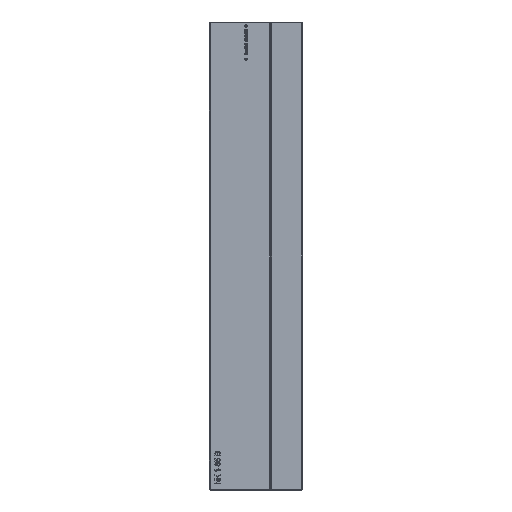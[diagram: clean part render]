
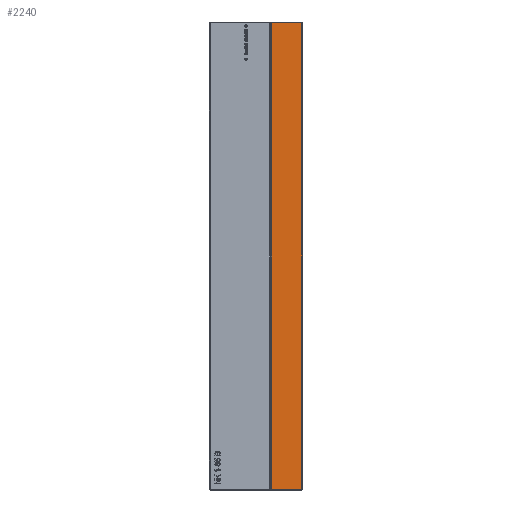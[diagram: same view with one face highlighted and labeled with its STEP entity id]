
A CAD part, left-side view. The second image highlights one B-rep face of the part: STEP entity #2240.
In plain terms, the highlighted planar face has unit normal (-1, 0, 0).
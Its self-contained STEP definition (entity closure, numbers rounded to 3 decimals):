
#298 = PLANE('',#299);
#299 = AXIS2_PLACEMENT_3D('',#300,#301,#302);
#300 = CARTESIAN_POINT('',(-14.925,5.705,0.));
#301 = DIRECTION('',(0.707,-0.707,0.));
#302 = DIRECTION('',(0.,0.,1.));
#600 = PLANE('',#601);
#601 = AXIS2_PLACEMENT_3D('',#602,#603,#604);
#602 = CARTESIAN_POINT('',(-14.925,0.,0.075));
#603 = DIRECTION('',(0.707,0.,0.707)
  );
#604 = DIRECTION('',(0.,-1.,0.));
#902 = PLANE('',#903);
#903 = AXIS2_PLACEMENT_3D('',#904,#905,#906);
#904 = CARTESIAN_POINT('',(-14.925,0.,84.925));
#905 = DIRECTION('',(-0.707,0.,0.707)
  );
#906 = DIRECTION('',(0.,-1.,0.));
#1190 = VERTEX_POINT('',#1191);
#1191 = CARTESIAN_POINT('',(-15.,5.63,84.85));
#1212 = EDGE_CURVE('',#1213,#1190,#1215,.T.);
#1213 = VERTEX_POINT('',#1214);
#1214 = CARTESIAN_POINT('',(-15.,5.63,0.15));
#1215 = SURFACE_CURVE('',#1216,(#1220,#1227),.PCURVE_S1.);
#1216 = LINE('',#1217,#1218);
#1217 = CARTESIAN_POINT('',(-15.,5.63,0.));
#1218 = VECTOR('',#1219,1.);
#1219 = DIRECTION('',(0.,0.,1.));
#1220 = PCURVE('',#298,#1221);
#1221 = DEFINITIONAL_REPRESENTATION('',(#1222),#1226);
#1222 = LINE('',#1223,#1224);
#1223 = CARTESIAN_POINT('',(0.,0.106));
#1224 = VECTOR('',#1225,1.);
#1225 = DIRECTION('',(1.,0.));
#1226 = ( GEOMETRIC_REPRESENTATION_CONTEXT(2) 
PARAMETRIC_REPRESENTATION_CONTEXT() REPRESENTATION_CONTEXT('2D SPACE',''
  ) );
#1227 = PCURVE('',#1228,#1233);
#1228 = PLANE('',#1229);
#1229 = AXIS2_PLACEMENT_3D('',#1230,#1231,#1232);
#1230 = CARTESIAN_POINT('',(-15.,0.,0.));
#1231 = DIRECTION('',(-1.,0.,0.));
#1232 = DIRECTION('',(0.,1.,0.));
#1233 = DEFINITIONAL_REPRESENTATION('',(#1234),#1238);
#1234 = LINE('',#1235,#1236);
#1235 = CARTESIAN_POINT('',(5.63,0.));
#1236 = VECTOR('',#1237,1.);
#1237 = DIRECTION('',(0.,-1.));
#1238 = ( GEOMETRIC_REPRESENTATION_CONTEXT(2) 
PARAMETRIC_REPRESENTATION_CONTEXT() REPRESENTATION_CONTEXT('2D SPACE',''
  ) );
#1537 = VERTEX_POINT('',#1538);
#1538 = CARTESIAN_POINT('',(-15.,0.15,0.15));
#1564 = EDGE_CURVE('',#1537,#1213,#1565,.T.);
#1565 = SURFACE_CURVE('',#1566,(#1570,#1577),.PCURVE_S1.);
#1566 = LINE('',#1567,#1568);
#1567 = CARTESIAN_POINT('',(-15.,0.,0.15));
#1568 = VECTOR('',#1569,1.);
#1569 = DIRECTION('',(0.,1.,0.));
#1570 = PCURVE('',#600,#1571);
#1571 = DEFINITIONAL_REPRESENTATION('',(#1572),#1576);
#1572 = LINE('',#1573,#1574);
#1573 = CARTESIAN_POINT('',(0.,-0.106));
#1574 = VECTOR('',#1575,1.);
#1575 = DIRECTION('',(-1.,0.));
#1576 = ( GEOMETRIC_REPRESENTATION_CONTEXT(2) 
PARAMETRIC_REPRESENTATION_CONTEXT() REPRESENTATION_CONTEXT('2D SPACE',''
  ) );
#1577 = PCURVE('',#1228,#1578);
#1578 = DEFINITIONAL_REPRESENTATION('',(#1579),#1583);
#1579 = LINE('',#1580,#1581);
#1580 = CARTESIAN_POINT('',(0.,-0.15));
#1581 = VECTOR('',#1582,1.);
#1582 = DIRECTION('',(1.,0.));
#1583 = ( GEOMETRIC_REPRESENTATION_CONTEXT(2) 
PARAMETRIC_REPRESENTATION_CONTEXT() REPRESENTATION_CONTEXT('2D SPACE',''
  ) );
#1990 = VERTEX_POINT('',#1991);
#1991 = CARTESIAN_POINT('',(-15.,0.15,84.85));
#2017 = EDGE_CURVE('',#1990,#1190,#2018,.T.);
#2018 = SURFACE_CURVE('',#2019,(#2023,#2030),.PCURVE_S1.);
#2019 = LINE('',#2020,#2021);
#2020 = CARTESIAN_POINT('',(-15.,0.,84.85));
#2021 = VECTOR('',#2022,1.);
#2022 = DIRECTION('',(0.,1.,0.));
#2023 = PCURVE('',#902,#2024);
#2024 = DEFINITIONAL_REPRESENTATION('',(#2025),#2029);
#2025 = LINE('',#2026,#2027);
#2026 = CARTESIAN_POINT('',(0.,-0.106));
#2027 = VECTOR('',#2028,1.);
#2028 = DIRECTION('',(-1.,0.));
#2029 = ( GEOMETRIC_REPRESENTATION_CONTEXT(2) 
PARAMETRIC_REPRESENTATION_CONTEXT() REPRESENTATION_CONTEXT('2D SPACE',''
  ) );
#2030 = PCURVE('',#1228,#2031);
#2031 = DEFINITIONAL_REPRESENTATION('',(#2032),#2036);
#2032 = LINE('',#2033,#2034);
#2033 = CARTESIAN_POINT('',(0.,-84.85));
#2034 = VECTOR('',#2035,1.);
#2035 = DIRECTION('',(1.,0.));
#2036 = ( GEOMETRIC_REPRESENTATION_CONTEXT(2) 
PARAMETRIC_REPRESENTATION_CONTEXT() REPRESENTATION_CONTEXT('2D SPACE',''
  ) );
#2240 = ADVANCED_FACE('',(#2241),#1228,.T.);
#2241 = FACE_BOUND('',#2242,.T.);
#2242 = EDGE_LOOP('',(#2243,#2244,#2245,#2271));
#2243 = ORIENTED_EDGE('',*,*,#1212,.F.);
#2244 = ORIENTED_EDGE('',*,*,#1564,.F.);
#2245 = ORIENTED_EDGE('',*,*,#2246,.T.);
#2246 = EDGE_CURVE('',#1537,#1990,#2247,.T.);
#2247 = SURFACE_CURVE('',#2248,(#2252,#2259),.PCURVE_S1.);
#2248 = LINE('',#2249,#2250);
#2249 = CARTESIAN_POINT('',(-15.,0.15,0.));
#2250 = VECTOR('',#2251,1.);
#2251 = DIRECTION('',(0.,0.,1.));
#2252 = PCURVE('',#1228,#2253);
#2253 = DEFINITIONAL_REPRESENTATION('',(#2254),#2258);
#2254 = LINE('',#2255,#2256);
#2255 = CARTESIAN_POINT('',(0.15,0.));
#2256 = VECTOR('',#2257,1.);
#2257 = DIRECTION('',(0.,-1.));
#2258 = ( GEOMETRIC_REPRESENTATION_CONTEXT(2) 
PARAMETRIC_REPRESENTATION_CONTEXT() REPRESENTATION_CONTEXT('2D SPACE',''
  ) );
#2259 = PCURVE('',#2260,#2265);
#2260 = PLANE('',#2261);
#2261 = AXIS2_PLACEMENT_3D('',#2262,#2263,#2264);
#2262 = CARTESIAN_POINT('',(-14.925,0.075,0.));
#2263 = DIRECTION('',(0.707,0.707,0.)
  );
#2264 = DIRECTION('',(0.,0.,1.));
#2265 = DEFINITIONAL_REPRESENTATION('',(#2266),#2270);
#2266 = LINE('',#2267,#2268);
#2267 = CARTESIAN_POINT('',(0.,-0.106));
#2268 = VECTOR('',#2269,1.);
#2269 = DIRECTION('',(1.,0.));
#2270 = ( GEOMETRIC_REPRESENTATION_CONTEXT(2) 
PARAMETRIC_REPRESENTATION_CONTEXT() REPRESENTATION_CONTEXT('2D SPACE',''
  ) );
#2271 = ORIENTED_EDGE('',*,*,#2017,.T.);
